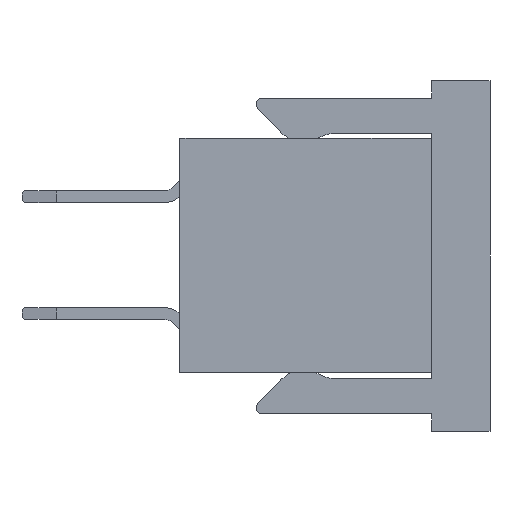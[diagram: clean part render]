
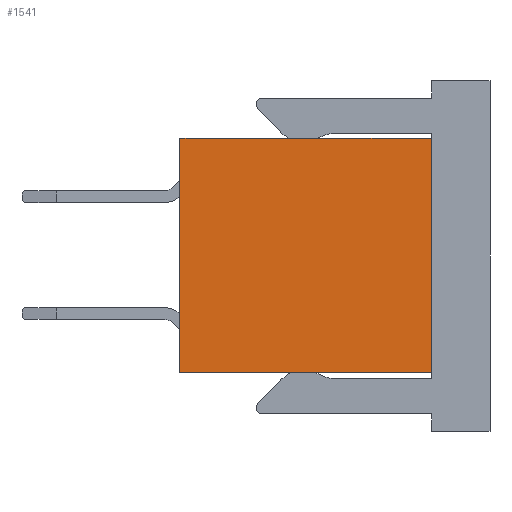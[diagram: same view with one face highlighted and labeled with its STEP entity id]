
A CAD part, left-side view. The second image highlights one B-rep face of the part: STEP entity #1541.
In plain terms, the highlighted planar face has unit normal (-1, 0, 0).
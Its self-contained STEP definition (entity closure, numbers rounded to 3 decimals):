
#862=CARTESIAN_POINT('',(6.1,0.,-0.25));
#863=VERTEX_POINT('',#862);
#864=CARTESIAN_POINT('',(6.1,0.,-4.25));
#865=VERTEX_POINT('',#864);
#866=CARTESIAN_POINT('',(6.1,0.,-0.25));
#867=CARTESIAN_POINT('',(6.1,0.,-1.05));
#868=CARTESIAN_POINT('',(6.1,0.,-1.85));
#869=CARTESIAN_POINT('',(6.1,0.,-2.65));
#870=CARTESIAN_POINT('',(6.1,0.,-3.45));
#871=CARTESIAN_POINT('',(6.1,0.,-4.25));
#872=B_SPLINE_CURVE_WITH_KNOTS('',5,(#866,#867,#868,#869,#870,#871),.UNSPECIFIED.,.F.,.U.,(6,6),(0.,4.),.UNSPECIFIED.);
#873=EDGE_CURVE('',#863,#865,#872,.T.);
#1489=CARTESIAN_POINT('',(6.1,2.15,-2.25));
#1490=DIRECTION('',(0.,0.,1.));
#1491=DIRECTION('',(-1.,0.,0.));
#1492=AXIS2_PLACEMENT_3D('',#1489,#1491,#1490);
#1493=PLANE('',#1492);
#1494=CARTESIAN_POINT('',(6.1,4.,-0.25));
#1495=VERTEX_POINT('',#1494);
#1496=CARTESIAN_POINT('',(6.1,4.,-0.25));
#1497=CARTESIAN_POINT('',(6.1,3.2,-0.25));
#1498=CARTESIAN_POINT('',(6.1,2.4,-0.25));
#1499=CARTESIAN_POINT('',(6.1,1.6,-0.25));
#1500=CARTESIAN_POINT('',(6.1,0.8,-0.25));
#1501=CARTESIAN_POINT('',(6.1,0.,-0.25));
#1502=B_SPLINE_CURVE_WITH_KNOTS('',5,(#1496,#1497,#1498,#1499,#1500,#1501),.UNSPECIFIED.,.F.,.U.,(6,6),(0.,4.),.UNSPECIFIED.);
#1503=EDGE_CURVE('',#1495,#863,#1502,.T.);
#1504=ORIENTED_EDGE('',*,*,#1503,.F.);
#1505=CARTESIAN_POINT('',(6.1,4.3,-0.25));
#1506=VERTEX_POINT('',#1505);
#1507=CARTESIAN_POINT('',(6.1,4.3,-0.25));
#1508=DIRECTION('',(0.,-1.,0.));
#1509=VECTOR('',#1508,0.3);
#1510=LINE('',#1507,#1509);
#1511=EDGE_CURVE('',#1506,#1495,#1510,.T.);
#1512=ORIENTED_EDGE('',*,*,#1511,.F.);
#1513=CARTESIAN_POINT('',(6.1,4.3,-4.25));
#1514=VERTEX_POINT('',#1513);
#1515=CARTESIAN_POINT('',(6.1,4.3,-4.25));
#1516=DIRECTION('',(0.,0.,1.));
#1517=VECTOR('',#1516,4.);
#1518=LINE('',#1515,#1517);
#1519=EDGE_CURVE('',#1514,#1506,#1518,.T.);
#1520=ORIENTED_EDGE('',*,*,#1519,.F.);
#1521=CARTESIAN_POINT('',(6.1,4.,-4.25));
#1522=VERTEX_POINT('',#1521);
#1523=CARTESIAN_POINT('',(6.1,4.3,-4.25));
#1524=DIRECTION('',(0.,-1.,0.));
#1525=VECTOR('',#1524,0.3);
#1526=LINE('',#1523,#1525);
#1527=EDGE_CURVE('',#1514,#1522,#1526,.T.);
#1528=ORIENTED_EDGE('',*,*,#1527,.T.);
#1529=CARTESIAN_POINT('',(6.1,0.,-4.25));
#1530=CARTESIAN_POINT('',(6.1,0.8,-4.25));
#1531=CARTESIAN_POINT('',(6.1,1.6,-4.25));
#1532=CARTESIAN_POINT('',(6.1,2.4,-4.25));
#1533=CARTESIAN_POINT('',(6.1,3.2,-4.25));
#1534=CARTESIAN_POINT('',(6.1,4.,-4.25));
#1535=B_SPLINE_CURVE_WITH_KNOTS('',5,(#1529,#1530,#1531,#1532,#1533,#1534),.UNSPECIFIED.,.F.,.U.,(6,6),(0.,4.),.UNSPECIFIED.);
#1536=EDGE_CURVE('',#865,#1522,#1535,.T.);
#1537=ORIENTED_EDGE('',*,*,#1536,.F.);
#1538=ORIENTED_EDGE('',*,*,#873,.F.);
#1539=EDGE_LOOP('',(#1504,#1512,#1520,#1528,#1537,#1538));
#1540=FACE_OUTER_BOUND('',#1539,.T.);
#1541=ADVANCED_FACE('',(#1540),#1493,.T.);
